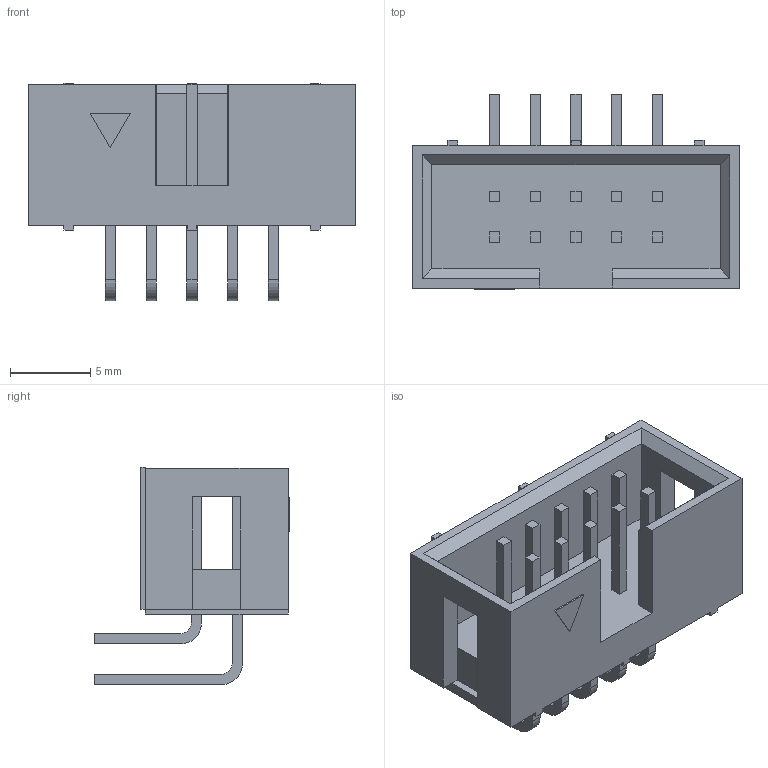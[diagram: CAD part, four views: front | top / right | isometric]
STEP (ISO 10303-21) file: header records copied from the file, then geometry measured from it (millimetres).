
FILE_DESCRIPTION (( 'STEP AP214' ), '1' );
FILE_NAME ('User Library-BHR-10...64.STEP', '2014-01-14T12:43:59', ( 'Windows User' ), ( '' ), 'SwSTEP 2.0', 'SolidWorks 2014', '' );
FILE_SCHEMA (( 'AUTOMOTIVE_DESIGN' ));
Length unit declared in the file: millimetre
Products named in the file (1): User Library-BHR-10...64
Bounding box: 20.36 x 12.2 x 13.54 mm (x, y, z)
Volume: 844.2 mm3; surface area: 1567.4 mm2
Topology: 1 solids, 1 shells, 213 faces, 556 edges, 360 vertices
Faces by surface type: plane 193, cylinder 20
Entity records: 8625 total; most frequent: CARTESIAN_POINT 1130, ORIENTED_EDGE 1112, DIRECTION 1024, EDGE_CURVE 556, LINE 516, VECTOR 516, VERTEX_POINT 360, AXIS2_PLACEMENT_3D 254
